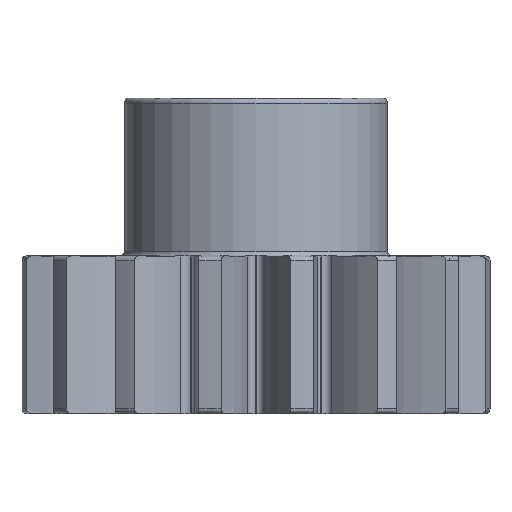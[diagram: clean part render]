
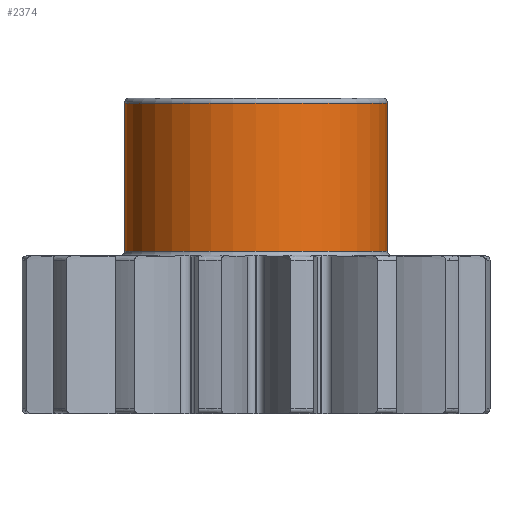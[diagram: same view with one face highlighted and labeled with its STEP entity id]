
A CAD part, front view. The second image highlights one B-rep face of the part: STEP entity #2374.
In plain terms, the highlighted cylindrical face has radius 5 mm (diameter 10 mm), a full revolution.
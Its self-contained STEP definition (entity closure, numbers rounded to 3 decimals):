
#85=LINE('',#3746,#183);
#183=VECTOR('',#2914,5.);
#281=CYLINDRICAL_SURFACE('',#2531,5.);
#381=FACE_OUTER_BOUND('',#516,.T.);
#516=EDGE_LOOP('',(#1556,#1557,#1558,#1559,#1560,#1561));
#652=CIRCLE('',#2522,5.);
#653=CIRCLE('',#2523,5.);
#658=CIRCLE('',#2529,5.);
#659=CIRCLE('',#2530,5.);
#886=VERTEX_POINT('',#3730);
#887=VERTEX_POINT('',#3731);
#890=VERTEX_POINT('',#3740);
#891=VERTEX_POINT('',#3742);
#1150=EDGE_CURVE('',#886,#887,#652,.T.);
#1151=EDGE_CURVE('',#887,#886,#653,.T.);
#1156=EDGE_CURVE('',#891,#890,#658,.T.);
#1157=EDGE_CURVE('',#890,#891,#659,.T.);
#1158=EDGE_CURVE('',#886,#891,#85,.T.);
#1556=ORIENTED_EDGE('',*,*,#1150,.T.);
#1557=ORIENTED_EDGE('',*,*,#1151,.T.);
#1558=ORIENTED_EDGE('',*,*,#1158,.T.);
#1559=ORIENTED_EDGE('',*,*,#1156,.T.);
#1560=ORIENTED_EDGE('',*,*,#1157,.T.);
#1561=ORIENTED_EDGE('',*,*,#1158,.F.);
#2374=ADVANCED_FACE('',(#381),#281,.T.);
#2522=AXIS2_PLACEMENT_3D('',#3732,#2894,#2895);
#2523=AXIS2_PLACEMENT_3D('',#3733,#2896,#2897);
#2529=AXIS2_PLACEMENT_3D('',#3743,#2908,#2909);
#2530=AXIS2_PLACEMENT_3D('',#3744,#2910,#2911);
#2531=AXIS2_PLACEMENT_3D('',#3745,#2912,#2913);
#2894=DIRECTION('center_axis',(0.,0.,1.));
#2895=DIRECTION('ref_axis',(0.,-1.,0.));
#2896=DIRECTION('center_axis',(0.,0.,1.));
#2897=DIRECTION('ref_axis',(0.,-1.,0.));
#2908=DIRECTION('center_axis',(0.,0.,-1.));
#2909=DIRECTION('ref_axis',(0.,-1.,0.));
#2910=DIRECTION('center_axis',(0.,0.,-1.));
#2911=DIRECTION('ref_axis',(0.,-1.,0.));
#2912=DIRECTION('center_axis',(0.,0.,-1.));
#2913=DIRECTION('ref_axis',(0.,1.,0.));
#2914=DIRECTION('',(0.,0.,1.));
#3730=CARTESIAN_POINT('',(0.,-5.,6.18));
#3731=CARTESIAN_POINT('',(0.,5.,6.18));
#3732=CARTESIAN_POINT('Origin',(0.,0.,6.18));
#3733=CARTESIAN_POINT('Origin',(0.,0.,6.18));
#3740=CARTESIAN_POINT('',(0.,5.,11.82));
#3742=CARTESIAN_POINT('',(0.,-5.,11.82));
#3743=CARTESIAN_POINT('Origin',(0.,0.,11.82));
#3744=CARTESIAN_POINT('Origin',(0.,0.,11.82));
#3745=CARTESIAN_POINT('Origin',(0.,0.,6.));
#3746=CARTESIAN_POINT('',(0.,-5.,6.));
